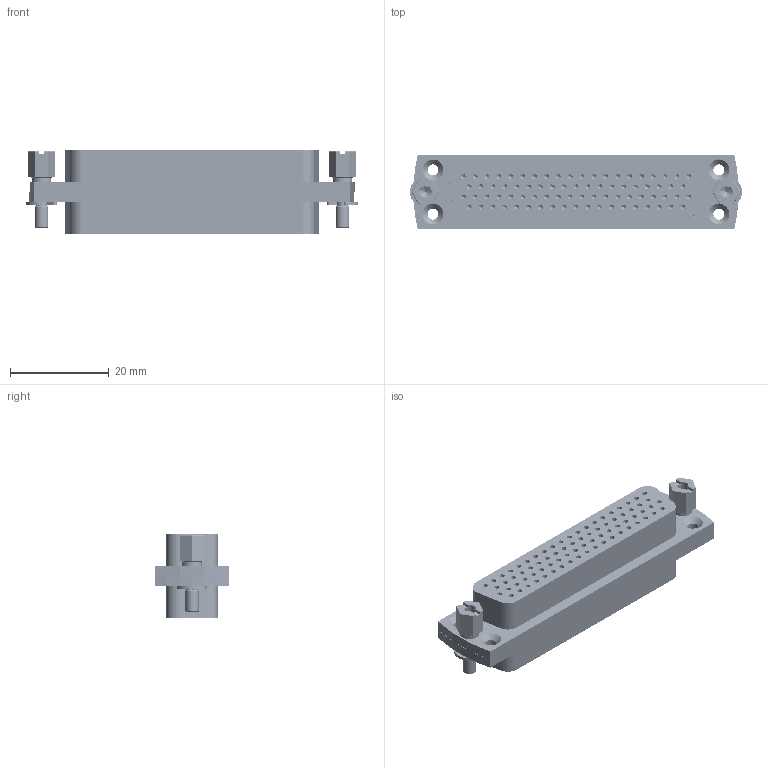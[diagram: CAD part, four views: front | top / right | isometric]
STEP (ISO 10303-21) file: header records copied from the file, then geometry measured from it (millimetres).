
FILE_DESCRIPTION (( 'STEP AP214' ), '1' );
FILE_NAME ('211-HD78-GA-PK.STEP', '2021-01-26T08:56:05', ( '' ), ( '' ), 'SwSTEP 2.0', 'SolidWorks 2017', '' );
FILE_SCHEMA (( 'AUTOMOTIVE_DESIGN' ));
Length unit declared in the file: millimetre
Products named in the file (5): 9211-FSXH-PK-FP_9211-FS78H-PK-FP; Lock washer DIN 6799 - 2.3_Lock washer DIN 6799 - 2.3; 211-HD78-GA-PK; 9211-HD-GA-SCR_without back plate; 9212-PINF-HD-GA
Assembly tree (84 placements, depth 2):
  211-HD78-GA-PK
    9211-FSXH-PK-FP_9211-FS78H-PK-FP  x2
    9212-PINF-HD-GA  x78
    9211-HD-GA-SCR_without back plate  x2
    Lock washer DIN 6799 - 2.3_Lock washer DIN 6799 - 2.3  x2
Bounding box: 67.39 x 15 x 17 mm (x, y, z)
Volume: 9703.4 mm3; surface area: 19560.7 mm2
Topology: 84 solids, 84 shells, 5242 faces, 13262 edges, 8184 vertices
Faces by surface type: cylinder 1820, cone 1756, plane 1666
Entity records: 29628 total; most frequent: DIRECTION 5742, CARTESIAN_POINT 4857, ORIENTED_EDGE 4582, AXIS2_PLACEMENT_3D 2367, EDGE_CURVE 2291, VERTEX_POINT 1356, EDGE_LOOP 1277, CIRCLE 1255
